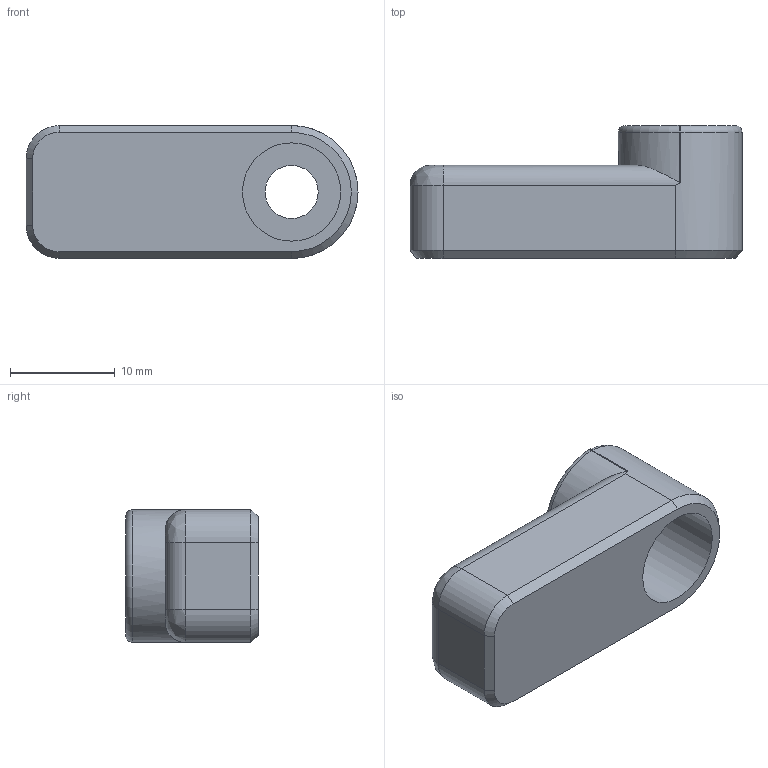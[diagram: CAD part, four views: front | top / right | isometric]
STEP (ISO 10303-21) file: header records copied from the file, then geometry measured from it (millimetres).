
FILE_DESCRIPTION(/* description */ (''),/* implementation_level */ '2;1');
FILE_NAME(/* name */ '5_Door_Stop.stp',/* time_stamp */ '2022-04-27T09:11:55-04:00',/* author */ (''),/* organization */ (''),/* preprocessor_version */ 'ST-DEVELOPER v18.102',/* originating_system */ 'SIEMENS PLM Software NX 2023',/* authorisation */ '');
FILE_SCHEMA (('AP203_CONFIGURATION_CONTROLLED_3D_DESIGN_OF_MECHANICAL_PARTS_AND_ASSEMBLIES_MIM_LF { 1 0 10303 403 2 1 2}'));
Length unit declared in the file: inch
Products named in the file (1): BOX_design_for_file_export_objects
Bounding box: 31.75 x 12.7 x 12.7 mm (x, y, z)
Volume: 3134 mm3; surface area: 1800 mm2
Topology: 1 solids, 1 shells, 30 faces, 66 edges, 39 vertices
Faces by surface type: cylinder 11, plane 10, cone 3, sphere 2, torus 2, bspline 2
Full cylindrical faces by diameter (mm): 5.08 x1, 9.398 x1
Entity records: 942 total; most frequent: CARTESIAN_POINT 202, DIRECTION 144, ORIENTED_EDGE 126, EDGE_CURVE 63, AXIS2_PLACEMENT_3D 58, VERTEX_POINT 38, EDGE_LOOP 35, ADVANCED_FACE 30
